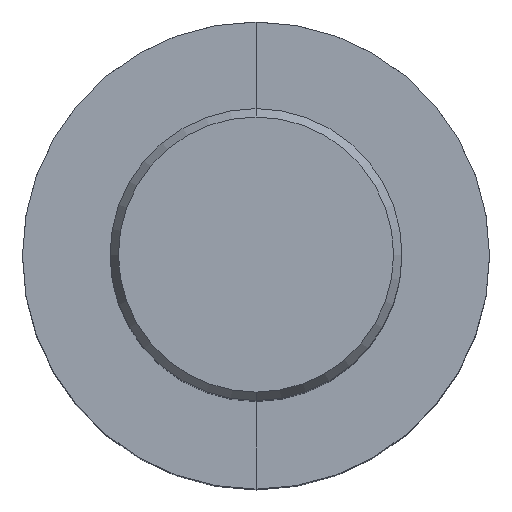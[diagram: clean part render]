
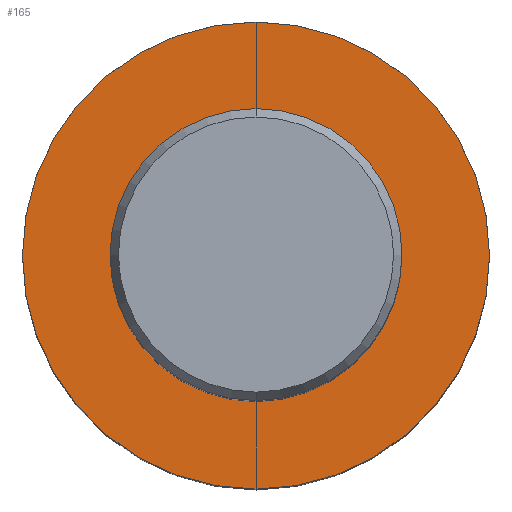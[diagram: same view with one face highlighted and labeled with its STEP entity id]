
A CAD part, top view. The second image highlights one B-rep face of the part: STEP entity #165.
In plain terms, the highlighted planar face has unit normal (0, 0, 1).
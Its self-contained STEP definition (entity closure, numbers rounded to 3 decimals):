
#137=VERTEX_POINT('',#343);
#155=EDGE_CURVE('',#267,#137,#365,.T.);
#165=ADVANCED_FACE('',(#377,#378),#379,.T.);
#173=EDGE_CURVE('',#137,#267,#387,.T.);
#193=EDGE_CURVE('',#271,#251,#410,.T.);
#251=VERTEX_POINT('',#477);
#267=VERTEX_POINT('',#494);
#271=VERTEX_POINT('',#498);
#305=EDGE_CURVE('',#251,#271,#534,.T.);
#343=CARTESIAN_POINT('',(0.0,15.875,-63.49));
#365=CIRCLE('',#594,15.875);
#377=FACE_OUTER_BOUND('',#607,.T.);
#378=FACE_BOUND('',#608,.T.);
#379=PLANE('',#609);
#387=CIRCLE('',#621,15.875);
#410=CIRCLE('',#650,25.395);
#477=CARTESIAN_POINT('',(0.,-25.395,-63.49));
#494=CARTESIAN_POINT('',(0.,-15.875,-63.49));
#498=CARTESIAN_POINT('',(0.0,25.395,-63.49));
#534=CIRCLE('',#810,25.395);
#594=AXIS2_PLACEMENT_3D('',#872,#873,#874);
#607=EDGE_LOOP('',(#894,#895));
#608=EDGE_LOOP('',(#896,#897));
#609=AXIS2_PLACEMENT_3D('',#898,#899,#900);
#621=AXIS2_PLACEMENT_3D('',#905,#906,#907);
#650=AXIS2_PLACEMENT_3D('',#945,#946,#947);
#810=AXIS2_PLACEMENT_3D('',#1077,#1078,#1079);
#872=CARTESIAN_POINT('',(0.0,0.0,-63.49));
#873=DIRECTION('',(0.0,0.0,-1.0));
#874=DIRECTION('',(0.0,1.0,0.0));
#894=ORIENTED_EDGE('',*,*,#193,.F.);
#895=ORIENTED_EDGE('',*,*,#305,.F.);
#896=ORIENTED_EDGE('',*,*,#173,.T.);
#897=ORIENTED_EDGE('',*,*,#155,.T.);
#898=CARTESIAN_POINT('',(0.0,20.635,-63.49));
#899=DIRECTION('',(-0.0,0.0,1.0));
#900=DIRECTION('',(0.0,-1.0,0.0));
#905=CARTESIAN_POINT('',(0.0,0.0,-63.49));
#906=DIRECTION('',(0.0,0.0,-1.0));
#907=DIRECTION('',(0.0,1.0,0.0));
#945=CARTESIAN_POINT('',(0.0,0.0,-63.49));
#946=DIRECTION('',(0.0,0.0,-1.0));
#947=DIRECTION('',(0.0,1.0,0.0));
#1077=CARTESIAN_POINT('',(0.0,0.0,-63.49));
#1078=DIRECTION('',(0.0,0.0,-1.0));
#1079=DIRECTION('',(0.0,1.0,0.0));
